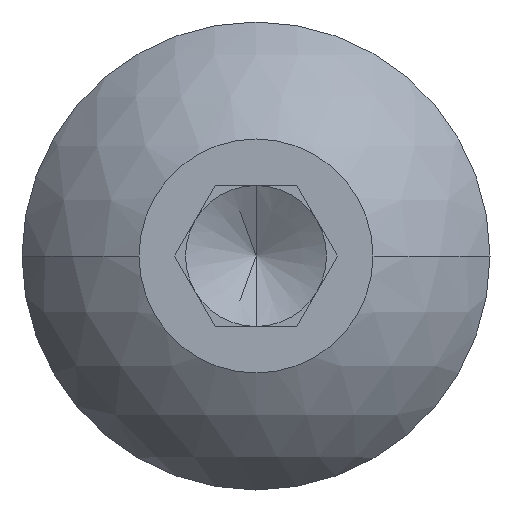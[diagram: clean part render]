
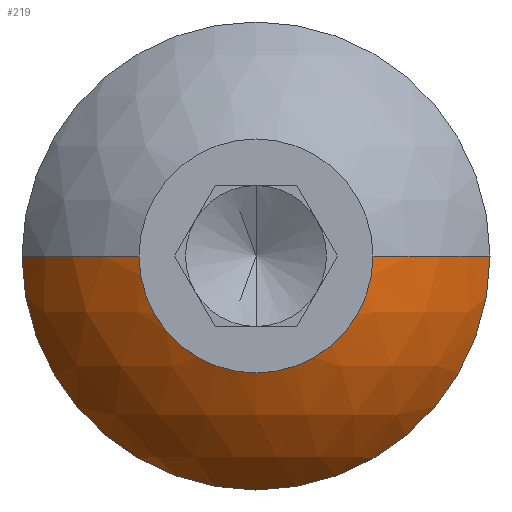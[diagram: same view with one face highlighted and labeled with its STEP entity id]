
A CAD part, left-side view. The second image highlights one B-rep face of the part: STEP entity #219.
In plain terms, the highlighted spherical face has radius 4.584 mm.
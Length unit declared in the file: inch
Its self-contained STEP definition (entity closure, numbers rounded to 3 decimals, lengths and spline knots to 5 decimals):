
#189 = VERTEX_POINT ( 'NONE', #560 ) ;
#191 = EDGE_CURVE ( 'NONE', #192, #189, #559, .T. ) ;
#192 = VERTEX_POINT ( 'NONE', #554 ) ;
#209 = ORIENTED_EDGE ( 'NONE', *, *, #210, .F. ) ;
#210 = EDGE_CURVE ( 'NONE', #192, #230, #502, .T. ) ;
#219 = ADVANCED_FACE ( 'NONE', ( #544 ), #542, .T. ) ;
#220 = EDGE_LOOP ( 'NONE', ( #221, #222, #225, #228, #209 ) ) ;
#221 = ORIENTED_EDGE ( 'NONE', *, *, #191, .T. ) ;
#222 = ORIENTED_EDGE ( 'NONE', *, *, #223, .T. ) ;
#223 = EDGE_CURVE ( 'NONE', #189, #224, #538, .T. ) ;
#224 = VERTEX_POINT ( 'NONE', #533 ) ;
#225 = ORIENTED_EDGE ( 'NONE', *, *, #226, .T. ) ;
#226 = EDGE_CURVE ( 'NONE', #224, #227, #532, .T. ) ;
#227 = VERTEX_POINT ( 'NONE', #527 ) ;
#228 = ORIENTED_EDGE ( 'NONE', *, *, #229, .F. ) ;
#229 = EDGE_CURVE ( 'NONE', #230, #227, #525, .T. ) ;
#230 = VERTEX_POINT ( 'NONE', #526 ) ;
#498 = DIRECTION ( 'NONE',  ( 1., 0., 0. ) ) ;
#499 = DIRECTION ( 'NONE',  ( 0., 0., 1. ) ) ;
#500 = CARTESIAN_POINT ( 'NONE',  ( 0.16275, 0., 0. ) ) ;
#501 = AXIS2_PLACEMENT_3D ( 'NONE', #500, #499, #498 ) ;
#502 = CIRCLE ( 'NONE', #501, 0.18048 ) ;
#521 = DIRECTION ( 'NONE',  ( 0., 0., 1. ) ) ;
#522 = DIRECTION ( 'NONE',  ( -1., 0., 0. ) ) ;
#523 = CARTESIAN_POINT ( 'NONE',  ( 0., 0., 0. ) ) ;
#524 = AXIS2_PLACEMENT_3D ( 'NONE', #523, #522, #521 ) ;
#525 = CIRCLE ( 'NONE', #524, 0.078 ) ;
#526 = CARTESIAN_POINT ( 'NONE',  ( 0., 0.078, 0. ) ) ;
#527 = CARTESIAN_POINT ( 'NONE',  ( 0., -0.078, 0. ) ) ;
#528 = DIRECTION ( 'NONE',  ( 0., 1., 0. ) ) ;
#529 = DIRECTION ( 'NONE',  ( 0., 0., -1. ) ) ;
#530 = CARTESIAN_POINT ( 'NONE',  ( 0.16275, 0., 0. ) ) ;
#531 = AXIS2_PLACEMENT_3D ( 'NONE', #530, #529, #528 ) ;
#532 = CIRCLE ( 'NONE', #531, 0.18048 ) ;
#533 = CARTESIAN_POINT ( 'NONE',  ( 0.072, -0.156, 0. ) ) ;
#534 = DIRECTION ( 'NONE',  ( 0., 0., 1. ) ) ;
#535 = DIRECTION ( 'NONE',  ( -1., 0., 0. ) ) ;
#536 = CARTESIAN_POINT ( 'NONE',  ( 0.072, 0., 0. ) ) ;
#537 = AXIS2_PLACEMENT_3D ( 'NONE', #536, #535, #534 ) ;
#538 = CIRCLE ( 'NONE', #537, 0.156 ) ;
#539 = DIRECTION ( 'NONE',  ( 0., 1., 0. ) ) ;
#540 = DIRECTION ( 'NONE',  ( 0., 0., -1. ) ) ;
#541 = AXIS2_PLACEMENT_3D ( 'NONE', #543, #540, #539 ) ;
#542 = SPHERICAL_SURFACE ( 'NONE', #541, 0.18048 ) ;
#543 = CARTESIAN_POINT ( 'NONE',  ( 0.16275, 0., 0. ) ) ;
#544 = FACE_OUTER_BOUND ( 'NONE', #220, .T. ) ;
#554 = CARTESIAN_POINT ( 'NONE',  ( 0.072, 0.156, 0. ) ) ;
#555 = DIRECTION ( 'NONE',  ( 0., 0., 1. ) ) ;
#556 = DIRECTION ( 'NONE',  ( -1., 0., 0. ) ) ;
#557 = CARTESIAN_POINT ( 'NONE',  ( 0.072, 0., 0. ) ) ;
#558 = AXIS2_PLACEMENT_3D ( 'NONE', #557, #556, #555 ) ;
#559 = CIRCLE ( 'NONE', #558, 0.156 ) ;
#560 = CARTESIAN_POINT ( 'NONE',  ( 0.072, 0., -0.156 ) ) ;
